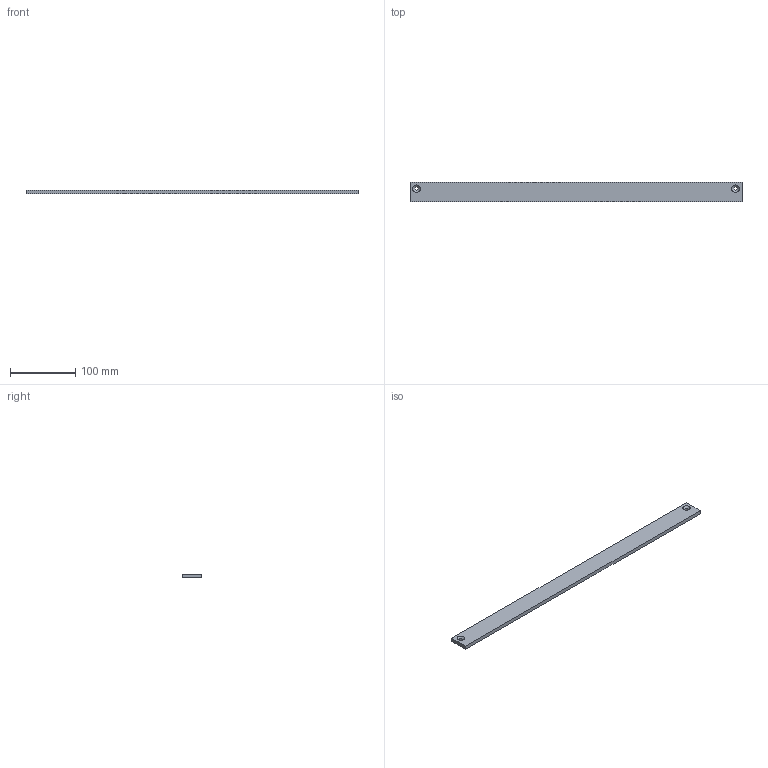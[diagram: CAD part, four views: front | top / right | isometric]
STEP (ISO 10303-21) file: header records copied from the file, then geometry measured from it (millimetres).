
FILE_DESCRIPTION( ( 'STEP AP214' ), '1' );
FILE_NAME( 'K0758.100010X0500.stp', '2020-12-10T08:50:30', ( '' ), ( '' ), ' ', 'PARTsolutions', ' ' );
FILE_SCHEMA( ( 'AUTOMOTIVE_DESIGN { 1 0 10303 214 1 1 1 1 }' ) );
Length unit declared in the file: millimetre
Products named in the file (1): _K0758.100010X0500
Bounding box: 510 x 30 x 6 mm (x, y, z)
Volume: 91302.8 mm3; surface area: 37155 mm2
Topology: 1 solids, 1 shells, 10 faces, 22 edges, 14 vertices
Faces by surface type: plane 6, cylinder 2, cone 2
Full cylindrical faces by diameter (mm): 5.5 x2
Entity records: 360 total; most frequent: DIRECTION 46, CARTESIAN_POINT 43, ORIENTED_EDGE 36, EDGE_LOOP 18, EDGE_CURVE 18, AXIS2_PLACEMENT_3D 17, VERTEX_POINT 14, FACE_OUTER_BOUND 12
